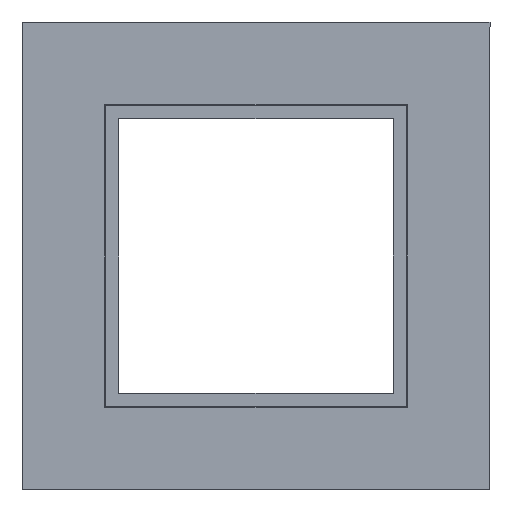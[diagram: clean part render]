
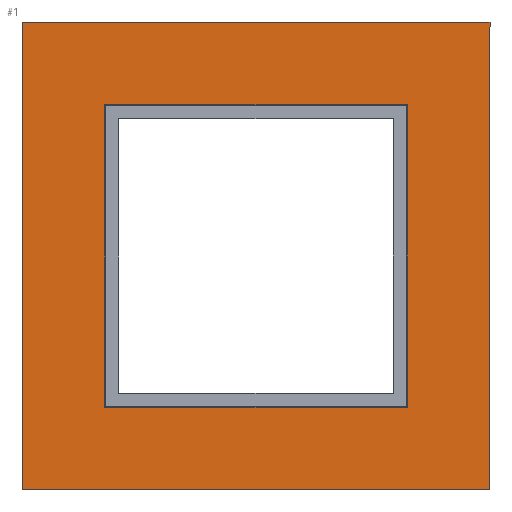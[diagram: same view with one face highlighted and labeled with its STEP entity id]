
A CAD part, front view. The second image highlights one B-rep face of the part: STEP entity #1.
In plain terms, the highlighted planar face has unit normal (0, -1, 0).
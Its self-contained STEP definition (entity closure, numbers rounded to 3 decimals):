
#1 = ADVANCED_FACE ( 'NONE', ( #263, #262 ), #261, .T. ) ;
#2 = EDGE_CURVE ( 'NONE', #6, #69, #256, .T. ) ;
#6 = VERTEX_POINT ( 'NONE', #315 ) ;
#13 = EDGE_CURVE ( 'NONE', #100, #84, #307, .T. ) ;
#23 = ORIENTED_EDGE ( 'NONE', *, *, #68, .F. ) ;
#24 = ORIENTED_EDGE ( 'NONE', *, *, #105, .F. ) ;
#25 = EDGE_CURVE ( 'NONE', #53, #6, #290, .T. ) ;
#26 = ORIENTED_EDGE ( 'NONE', *, *, #2, .F. ) ;
#27 = EDGE_LOOP ( 'NONE', ( #26, #28, #24, #23 ) ) ;
#28 = ORIENTED_EDGE ( 'NONE', *, *, #25, .F. ) ;
#41 = VERTEX_POINT ( 'NONE', #333 ) ;
#42 = EDGE_CURVE ( 'NONE', #41, #100, #332, .T. ) ;
#44 = VERTEX_POINT ( 'NONE', #324 ) ;
#53 = VERTEX_POINT ( 'NONE', #370 ) ;
#68 = EDGE_CURVE ( 'NONE', #69, #44, #415, .T. ) ;
#69 = VERTEX_POINT ( 'NONE', #411 ) ;
#83 = EDGE_CURVE ( 'NONE', #84, #124, #448, .T. ) ;
#84 = VERTEX_POINT ( 'NONE', #439 ) ;
#95 = ORIENTED_EDGE ( 'NONE', *, *, #42, .T. ) ;
#100 = VERTEX_POINT ( 'NONE', #463 ) ;
#105 = EDGE_CURVE ( 'NONE', #44, #53, #455, .T. ) ;
#115 = EDGE_CURVE ( 'NONE', #124, #41, #490, .T. ) ;
#124 = VERTEX_POINT ( 'NONE', #535 ) ;
#171 = ORIENTED_EDGE ( 'NONE', *, *, #83, .T. ) ;
#172 = ORIENTED_EDGE ( 'NONE', *, *, #115, .T. ) ;
#253 = DIRECTION ( 'NONE',  ( 1., 0., 0. ) ) ;
#254 = VECTOR ( 'NONE', #253, 1000. ) ;
#255 = CARTESIAN_POINT ( 'NONE',  ( -950., 0., -272.5 ) ) ;
#256 = LINE ( 'NONE', #255, #254 ) ;
#257 = DIRECTION ( 'NONE',  ( 0., 0., -1. ) ) ;
#258 = DIRECTION ( 'NONE',  ( 0., -1., 0. ) ) ;
#259 = CARTESIAN_POINT ( 'NONE',  ( -272.5, 0., 950. ) ) ;
#260 = AXIS2_PLACEMENT_3D ( 'NONE', #259, #258, #257 ) ;
#261 = PLANE ( 'NONE',  #260 ) ;
#262 = FACE_BOUND ( 'NONE', #27, .T. ) ;
#263 = FACE_OUTER_BOUND ( 'NONE', #781, .T. ) ;
#287 = CARTESIAN_POINT ( 'NONE',  ( -272.5, 0., 950. ) ) ;
#290 = LINE ( 'NONE', #287, #352 ) ;
#301 = DIRECTION ( 'NONE',  ( 0., 0., -1. ) ) ;
#302 = VECTOR ( 'NONE', #301, 1000. ) ;
#303 = CARTESIAN_POINT ( 'NONE',  ( -422.5, 0., 950. ) ) ;
#307 = LINE ( 'NONE', #303, #302 ) ;
#315 = CARTESIAN_POINT ( 'NONE',  ( -272.5, 0., -272.5 ) ) ;
#324 = CARTESIAN_POINT ( 'NONE',  ( 272.5, 0., 272.5 ) ) ;
#329 = DIRECTION ( 'NONE',  ( -1., 0., 0. ) ) ;
#330 = VECTOR ( 'NONE', #329, 1000. ) ;
#331 = CARTESIAN_POINT ( 'NONE',  ( 950., 0., 422.5 ) ) ;
#332 = LINE ( 'NONE', #331, #330 ) ;
#333 = CARTESIAN_POINT ( 'NONE',  ( 422.5, 0., 422.5 ) ) ;
#351 = DIRECTION ( 'NONE',  ( 0., 0., -1. ) ) ;
#352 = VECTOR ( 'NONE', #351, 1000. ) ;
#370 = CARTESIAN_POINT ( 'NONE',  ( -272.5, 0., 272.5 ) ) ;
#411 = CARTESIAN_POINT ( 'NONE',  ( 272.5, 0., -272.5 ) ) ;
#412 = DIRECTION ( 'NONE',  ( 0., 0., 1. ) ) ;
#413 = VECTOR ( 'NONE', #412, 1000. ) ;
#414 = CARTESIAN_POINT ( 'NONE',  ( 272.5, 0., -950. ) ) ;
#415 = LINE ( 'NONE', #414, #413 ) ;
#439 = CARTESIAN_POINT ( 'NONE',  ( -422.5, 0., -422.5 ) ) ;
#440 = DIRECTION ( 'NONE',  ( 1., 0., 0. ) ) ;
#441 = VECTOR ( 'NONE', #440, 1000. ) ;
#442 = CARTESIAN_POINT ( 'NONE',  ( -950., 0., -422.5 ) ) ;
#448 = LINE ( 'NONE', #442, #441 ) ;
#449 = DIRECTION ( 'NONE',  ( -1., 0., 0. ) ) ;
#450 = VECTOR ( 'NONE', #449, 1000. ) ;
#451 = CARTESIAN_POINT ( 'NONE',  ( 950., 0., 272.5 ) ) ;
#455 = LINE ( 'NONE', #451, #450 ) ;
#463 = CARTESIAN_POINT ( 'NONE',  ( -422.5, 0., 422.5 ) ) ;
#487 = DIRECTION ( 'NONE',  ( 0., 0., 1. ) ) ;
#488 = VECTOR ( 'NONE', #487, 1000. ) ;
#489 = CARTESIAN_POINT ( 'NONE',  ( 422.5, 0., -950. ) ) ;
#490 = LINE ( 'NONE', #489, #488 ) ;
#535 = CARTESIAN_POINT ( 'NONE',  ( 422.5, 0., -422.5 ) ) ;
#778 = ORIENTED_EDGE ( 'NONE', *, *, #13, .T. ) ;
#781 = EDGE_LOOP ( 'NONE', ( #778, #171, #172, #95 ) ) ;
